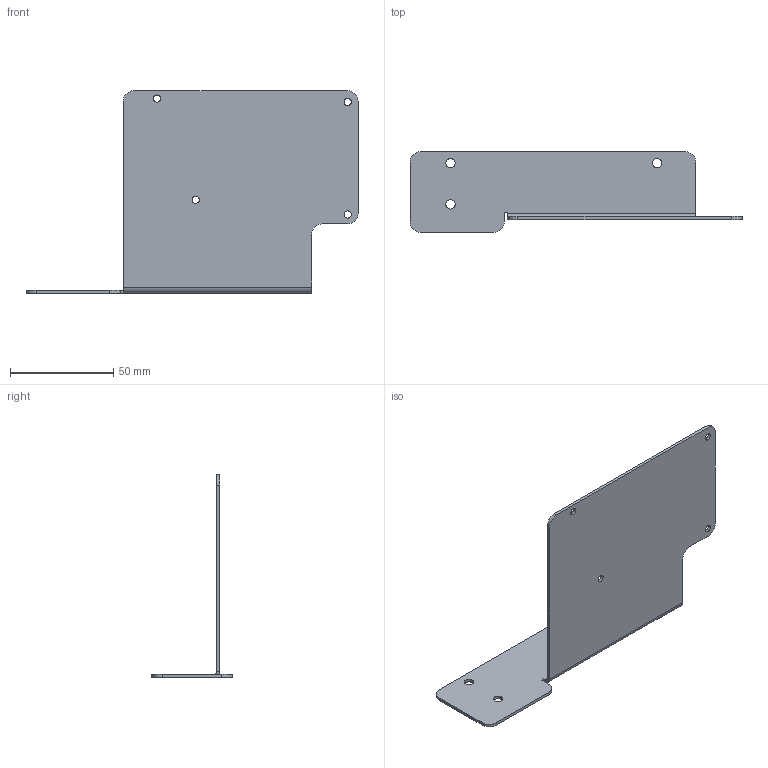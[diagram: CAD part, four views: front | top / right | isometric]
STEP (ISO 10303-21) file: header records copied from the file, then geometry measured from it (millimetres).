
FILE_DESCRIPTION(/* description */ (''),/* implementation_level */ '2;1');
FILE_NAME(/* name */ 'Ethernet mount.step',/* time_stamp */ '2025-08-07T17:42:39+07:00',/* author */ (''),/* organization */ (''),/* preprocessor_version */ 'ST-DEVELOPER v20.1',/* originating_system */ 'Autodesk Translation Framework v14.10.0.0',/* authorisation */ '');
FILE_SCHEMA (('AUTOMOTIVE_DESIGN { 1 0 10303 214 3 1 1 }'));
Length unit declared in the file: millimetre
Products named in the file (2): Ethernet mount; Ethernet mount_1
Assembly tree (1 placements, depth 2):
  Ethernet mount
    Ethernet mount_1
Bounding box: 160.6 x 39 x 98 mm (x, y, z)
Volume: 22284.1 mm3; surface area: 30712.6 mm2
Topology: 1 solids, 1 shells, 34 faces, 92 edges, 60 vertices
Faces by surface type: cylinder 17, plane 17
Full cylindrical faces by diameter (mm): 3.5 x4, 4.5 x3
Entity records: 1166 total; most frequent: DIRECTION 200, CARTESIAN_POINT 189, ORIENTED_EDGE 184, EDGE_CURVE 92, AXIS2_PLACEMENT_3D 71, VERTEX_POINT 60, LINE 58, VECTOR 58
